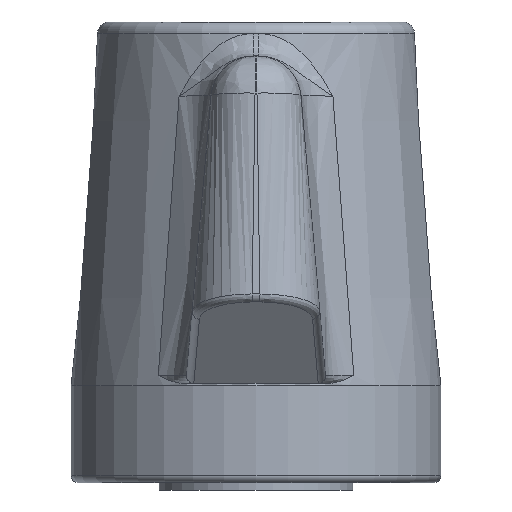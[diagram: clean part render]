
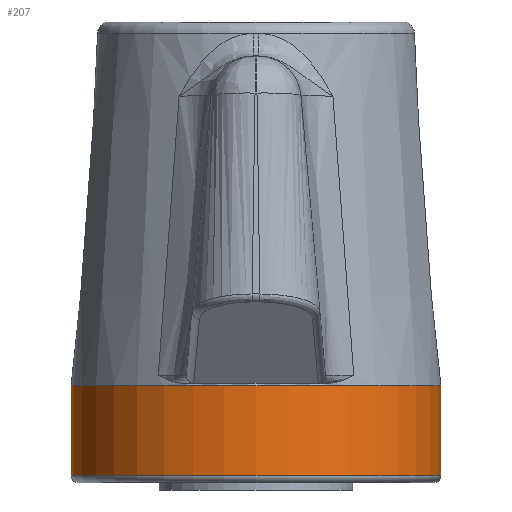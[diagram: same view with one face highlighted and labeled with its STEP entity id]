
A CAD part, left-side view. The second image highlights one B-rep face of the part: STEP entity #207.
In plain terms, the highlighted cylindrical face has radius 7.625 mm (diameter 15.251 mm), a full revolution.
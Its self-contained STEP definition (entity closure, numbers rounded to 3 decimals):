
#207 = ADVANCED_FACE( '', ( #434, #435 ), #436, .T. );
#434 = FACE_OUTER_BOUND( '', #6196, .T. );
#435 = FACE_OUTER_BOUND( '', #6197, .T. );
#436 = CYLINDRICAL_SURFACE( '', #6198, 7.625 );
#6196 = EDGE_LOOP( '', ( #8188 ) );
#6197 = EDGE_LOOP( '', ( #8189 ) );
#6198 = AXIS2_PLACEMENT_3D( '', #8190, #8191, #8192 );
#8188 = ORIENTED_EDGE( '', *, *, #8367, .T. );
#8189 = ORIENTED_EDGE( '', *, *, #8361, .F. );
#8190 = CARTESIAN_POINT( '', ( 0., 0., 19. ) );
#8191 = DIRECTION( '', ( 0., 0., -1. ) );
#8192 = DIRECTION( '', ( 1., 0., 0. ) );
#8361 = EDGE_CURVE( '', #8624, #8624, #8625, .T. );
#8367 = EDGE_CURVE( '', #8634, #8634, #8635, .T. );
#8624 = VERTEX_POINT( '', #9779 );
#8625 = CIRCLE( '', #9780, 7.625 );
#8634 = VERTEX_POINT( '', #9844 );
#8635 = CIRCLE( '', #9845, 7.625 );
#9779 = CARTESIAN_POINT( '', ( 7.625, 0., 4. ) );
#9780 = AXIS2_PLACEMENT_3D( '', #10658, #10659, #10660 );
#9844 = CARTESIAN_POINT( '', ( 7.625, 0., 0.3 ) );
#9845 = AXIS2_PLACEMENT_3D( '', #10667, #10668, #10669 );
#10658 = CARTESIAN_POINT( '', ( 0., 0., 4. ) );
#10659 = DIRECTION( '', ( 0., 0., 1. ) );
#10660 = DIRECTION( '', ( 1., 0., 0. ) );
#10667 = CARTESIAN_POINT( '', ( 0., 0., 0.3 ) );
#10668 = DIRECTION( '', ( 0., 0., 1. ) );
#10669 = DIRECTION( '', ( 1., 0., 0. ) );
